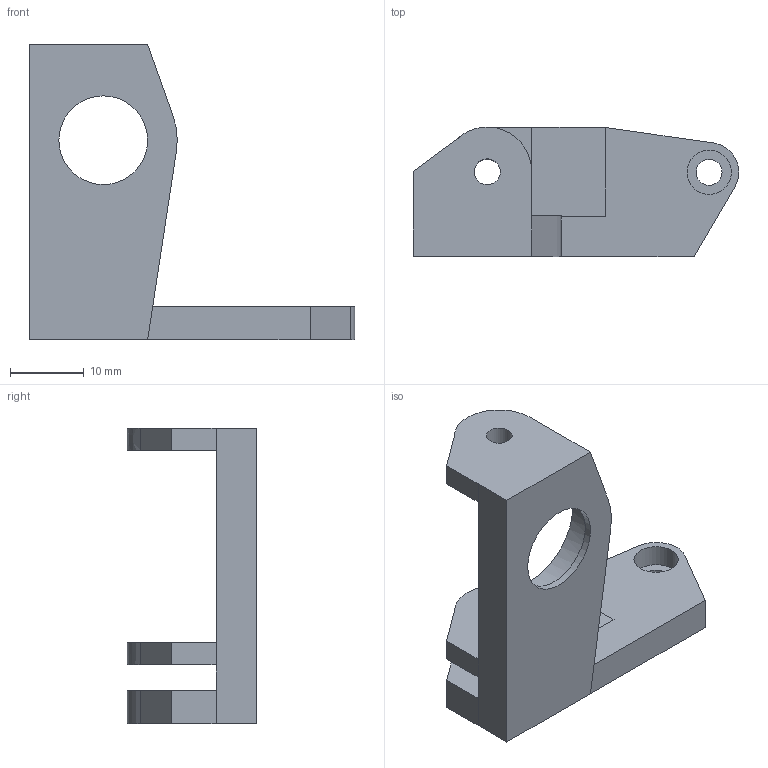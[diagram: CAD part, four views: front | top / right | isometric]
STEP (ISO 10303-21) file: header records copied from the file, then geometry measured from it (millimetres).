
FILE_DESCRIPTION(/* description */ (''),/* implementation_level */ '2;1');
FILE_NAME(/* name */ 'Wheel Steering mount (1)(Mirror) (2).step',/* time_stamp */ '2024-09-11T13:49:38+02:00',/* author */ (''),/* organization */ (''),/* preprocessor_version */ 'ST-DEVELOPER v20',/* originating_system */ 'Autodesk Translation Framework v13.14.0.145',/* authorisation */ '');
FILE_SCHEMA (('AUTOMOTIVE_DESIGN { 1 0 10303 214 3 1 1 }'));
Length unit declared in the file: millimetre
Products named in the file (1): Wheel Steering mount (1)(Mirror) (2)
Bounding box: 44 x 17.5 x 40 mm (x, y, z)
Volume: 6395.6 mm3; surface area: 4463.4 mm2
Topology: 1 solids, 1 shells, 43 faces, 112 edges, 72 vertices
Faces by surface type: plane 30, cylinder 12, bspline 1
Full cylindrical faces by diameter (mm): 3.5 x4, 6 x1, 12 x1, 16.2 x1
Entity records: 1379 total; most frequent: CARTESIAN_POINT 254, ORIENTED_EDGE 224, DIRECTION 222, EDGE_CURVE 112, LINE 82, VECTOR 82, VERTEX_POINT 72, AXIS2_PLACEMENT_3D 70
